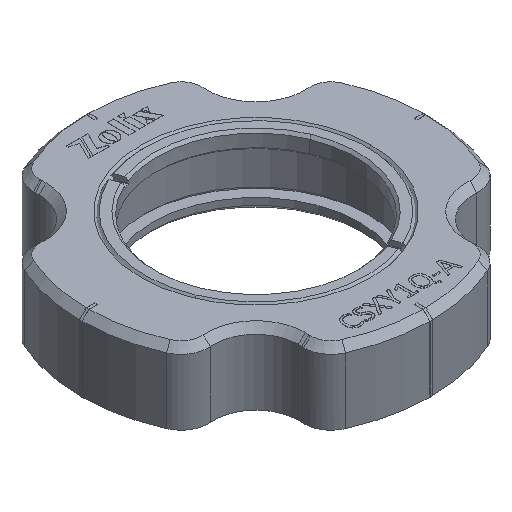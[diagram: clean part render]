
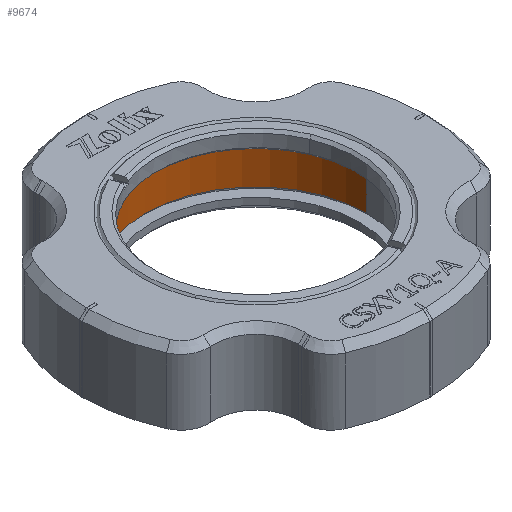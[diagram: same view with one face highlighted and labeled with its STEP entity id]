
A CAD part, isometric view. The second image highlights one B-rep face of the part: STEP entity #9674.
In plain terms, the highlighted cylindrical face has radius 12.8 mm (diameter 25.6 mm), a partial arc.
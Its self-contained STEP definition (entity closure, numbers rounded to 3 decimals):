
#272 = CIRCLE ( 'NONE', #17869, 12.8 ) ;
#589 = ORIENTED_EDGE ( 'NONE', *, *, #1101, .T. ) ;
#1001 = DIRECTION ( 'NONE',  ( 1., 0., 0. ) ) ;
#1101 = EDGE_CURVE ( 'NONE', #13571, #14469, #6341, .T. ) ;
#2516 = ORIENTED_EDGE ( 'NONE', *, *, #13175, .F. ) ;
#2695 = CARTESIAN_POINT ( 'NONE',  ( -21.316, 12.128, -3.217 ) ) ;
#3214 = ORIENTED_EDGE ( 'NONE', *, *, #17573, .T. ) ;
#3687 = AXIS2_PLACEMENT_3D ( 'NONE', #13483, #6503, #10721 ) ;
#4005 = LINE ( 'NONE', #9601, #12300 ) ;
#4168 = CARTESIAN_POINT ( 'NONE',  ( 4.284, 12.128, -3.217 ) ) ;
#4912 = DIRECTION ( 'NONE',  ( 0., 0., 1. ) ) ;
#6220 = AXIS2_PLACEMENT_3D ( 'NONE', #17669, #4912, #8940 ) ;
#6341 = CIRCLE ( 'NONE', #3687, 12.8 ) ;
#6503 = DIRECTION ( 'NONE',  ( 0., 0., -1. ) ) ;
#6903 = CARTESIAN_POINT ( 'NONE',  ( 4.284, 12.128, 2.883 ) ) ;
#6919 = VERTEX_POINT ( 'NONE', #6903 ) ;
#6920 = VECTOR ( 'NONE', #14232, 1000. ) ;
#7182 = EDGE_CURVE ( 'NONE', #6919, #16175, #272, .T. ) ;
#8423 = LINE ( 'NONE', #11295, #6920 ) ;
#8940 = DIRECTION ( 'NONE',  ( 1., 0., 0. ) ) ;
#9215 = ORIENTED_EDGE ( 'NONE', *, *, #7182, .T. ) ;
#9601 = CARTESIAN_POINT ( 'NONE',  ( -21.316, 12.128, -3.717 ) ) ;
#9674 = ADVANCED_FACE ( 'NONE', ( #15946 ), #12082, .F. ) ;
#9735 = CARTESIAN_POINT ( 'NONE',  ( -8.516, 12.128, 2.883 ) ) ;
#10584 = EDGE_LOOP ( 'NONE', ( #2516, #589, #3214, #9215 ) ) ;
#10721 = DIRECTION ( 'NONE',  ( 1., 0., 0. ) ) ;
#11295 = CARTESIAN_POINT ( 'NONE',  ( 4.284, 12.128, -3.717 ) ) ;
#11353 = DIRECTION ( 'NONE',  ( 0., 0., 1. ) ) ;
#12082 = CYLINDRICAL_SURFACE ( 'NONE', #6220, 12.8 ) ;
#12300 = VECTOR ( 'NONE', #11353, 1000. ) ;
#13175 = EDGE_CURVE ( 'NONE', #13571, #16175, #4005, .T. ) ;
#13483 = CARTESIAN_POINT ( 'NONE',  ( -8.516, 12.128, -3.217 ) ) ;
#13571 = VERTEX_POINT ( 'NONE', #2695 ) ;
#14232 = DIRECTION ( 'NONE',  ( 0., 0., 1. ) ) ;
#14469 = VERTEX_POINT ( 'NONE', #4168 ) ;
#15157 = DIRECTION ( 'NONE',  ( 0., 0., 1. ) ) ;
#15600 = CARTESIAN_POINT ( 'NONE',  ( -21.316, 12.128, 2.883 ) ) ;
#15946 = FACE_OUTER_BOUND ( 'NONE', #10584, .T. ) ;
#16175 = VERTEX_POINT ( 'NONE', #15600 ) ;
#17573 = EDGE_CURVE ( 'NONE', #14469, #6919, #8423, .T. ) ;
#17669 = CARTESIAN_POINT ( 'NONE',  ( -8.516, 12.128, -3.717 ) ) ;
#17869 = AXIS2_PLACEMENT_3D ( 'NONE', #9735, #15157, #1001 ) ;
